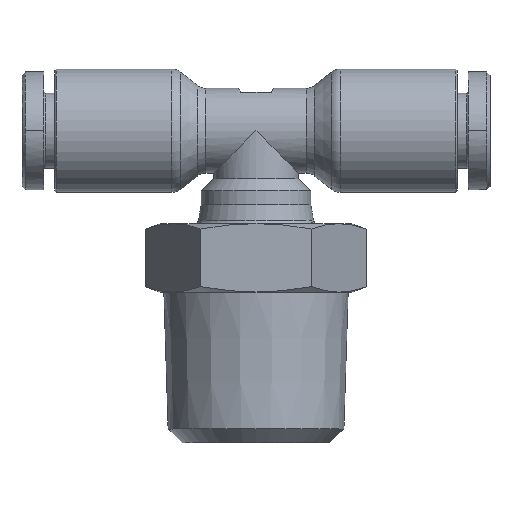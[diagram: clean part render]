
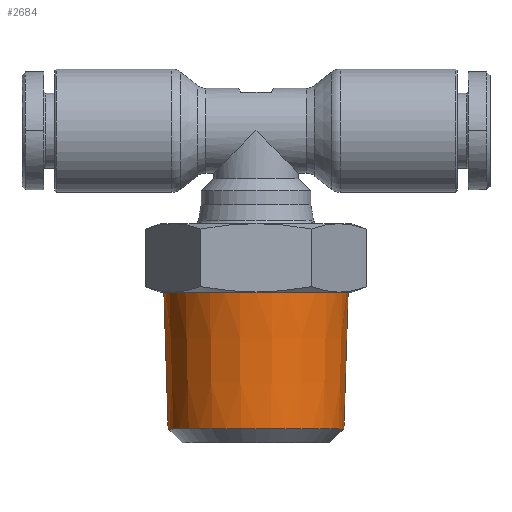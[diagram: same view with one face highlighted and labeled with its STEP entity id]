
A CAD part, top view. The second image highlights one B-rep face of the part: STEP entity #2684.
In plain terms, the highlighted conical face has half-angle 1.791 degrees and reference radius 6.562 mm.
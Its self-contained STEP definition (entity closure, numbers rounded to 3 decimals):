
#2643=CARTESIAN_POINT('',(5.1,0.,-17.3));
#2644=DIRECTION('',(0.,0.,1.0));
#2645=DIRECTION('',(-1.0,0.0,0.0));
#2646=AXIS2_PLACEMENT_3D('',#2643,#2644,#2645);
#2647=CONICAL_SURFACE('',#2646,6.562,1.791);
#2648=CARTESIAN_POINT('',(-1.634,0.,-11.8));
#2649=VERTEX_POINT('',#2648);
#2650=CARTESIAN_POINT('',(-1.322,0.,-21.8));
#2651=VERTEX_POINT('',#2650);
#2652=CARTESIAN_POINT('',(-1.634,0.,-11.8));
#2653=DIRECTION('',(0.031,0.,-1.));
#2654=VECTOR('',#2653,10.005);
#2655=LINE('',#2652,#2654);
#2656=EDGE_CURVE('',#2649,#2651,#2655,.T.);
#2657=ORIENTED_EDGE('',*,*,#2656,.F.);
#2658=CARTESIAN_POINT('',(11.834,0.,-11.8));
#2659=VERTEX_POINT('',#2658);
#2660=CARTESIAN_POINT('',(5.1,0.,-11.8));
#2661=DIRECTION('',(0.0,0.0,-1.0));
#2662=DIRECTION('',(-1.0,0.0,0.0));
#2663=AXIS2_PLACEMENT_3D('',#2660,#2661,#2662);
#2664=CIRCLE('',#2663,6.734);
#2665=EDGE_CURVE('',#2649,#2659,#2664,.T.);
#2666=ORIENTED_EDGE('',*,*,#2665,.T.);
#2667=CARTESIAN_POINT('',(11.522,0.,-21.8));
#2668=VERTEX_POINT('',#2667);
#2669=CARTESIAN_POINT('',(11.522,0.,-21.8));
#2670=DIRECTION('',(0.031,0.,1.));
#2671=VECTOR('',#2670,10.005);
#2672=LINE('',#2669,#2671);
#2673=EDGE_CURVE('',#2668,#2659,#2672,.T.);
#2674=ORIENTED_EDGE('',*,*,#2673,.F.);
#2675=CARTESIAN_POINT('',(5.1,0.,-21.8));
#2676=DIRECTION('',(0.0,0.0,-1.0));
#2677=DIRECTION('',(1.0,0.0,0.0));
#2678=AXIS2_PLACEMENT_3D('',#2675,#2676,#2677);
#2679=CIRCLE('',#2678,6.422);
#2680=EDGE_CURVE('',#2651,#2668,#2679,.T.);
#2681=ORIENTED_EDGE('',*,*,#2680,.F.);
#2682=EDGE_LOOP('',(#2657,#2666,#2674,#2681));
#2683=FACE_OUTER_BOUND('',#2682,.T.);
#2684=ADVANCED_FACE('',(#2683),#2647,.T.);
